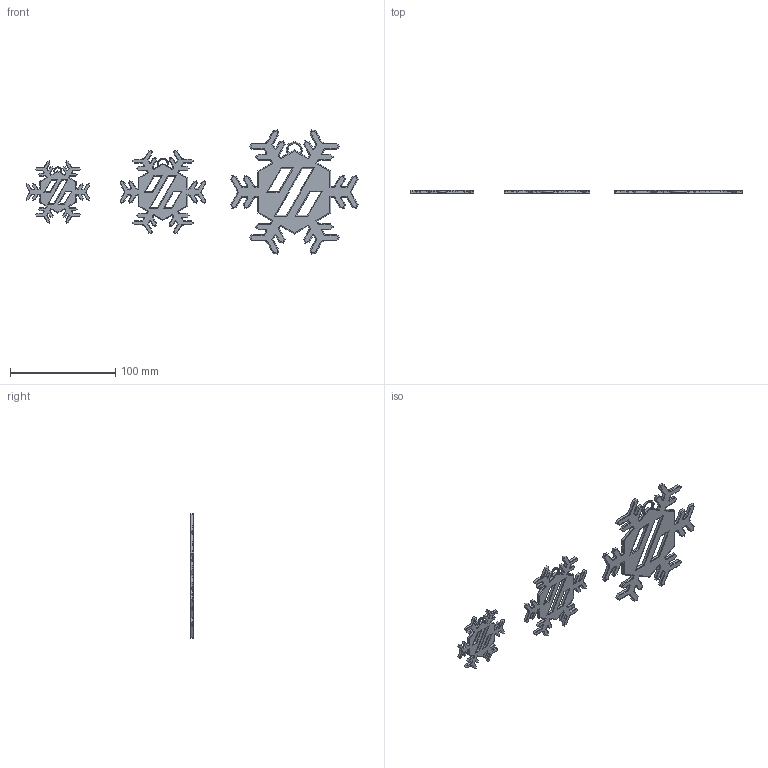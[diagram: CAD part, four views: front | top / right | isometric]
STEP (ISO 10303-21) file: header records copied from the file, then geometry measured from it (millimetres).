
FILE_DESCRIPTION(/* description */ (''),/* implementation_level */ '2;1');
FILE_NAME(/* name */ 'DS_Voron_Snowflake.step',/* time_stamp */ '2023-12-01T13:41:31-06:00',/* author */ (''),/* organization */ (''),/* preprocessor_version */ 'ST-DEVELOPER v20',/* originating_system */ 'Autodesk Translation Framework v12.14.0.127',/* authorisation */ '');
FILE_SCHEMA (('AUTOMOTIVE_DESIGN { 1 0 10303 214 3 1 1 }'));
Length unit declared in the file: millimetre
Products named in the file (1): Voron Snowflake
Bounding box: 315.77 x 3 x 118.35 mm (x, y, z)
Volume: 30619.9 mm3; surface area: 27770.9 mm2
Topology: 3 solids, 3 shells, 1809 faces, 4233 edges, 2424 vertices
Faces by surface type: plane 1521, cone 192, cylinder 96
Entity records: 49483 total; most frequent: CARTESIAN_POINT 8591, ORIENTED_EDGE 8466, DIRECTION 8207, EDGE_CURVE 4233, LINE 3819, VECTOR 3819, VERTEX_POINT 2424, AXIS2_PLACEMENT_3D 2194
